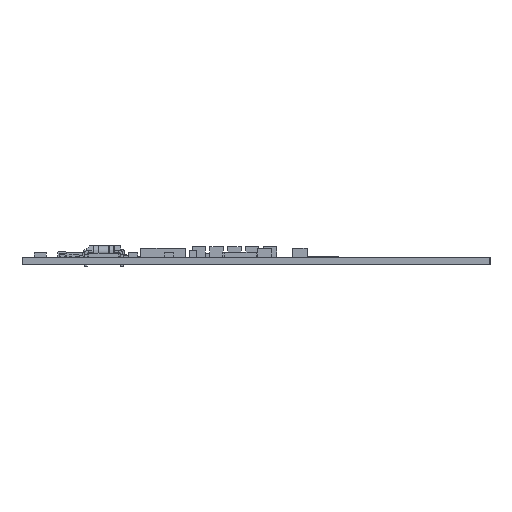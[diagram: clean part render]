
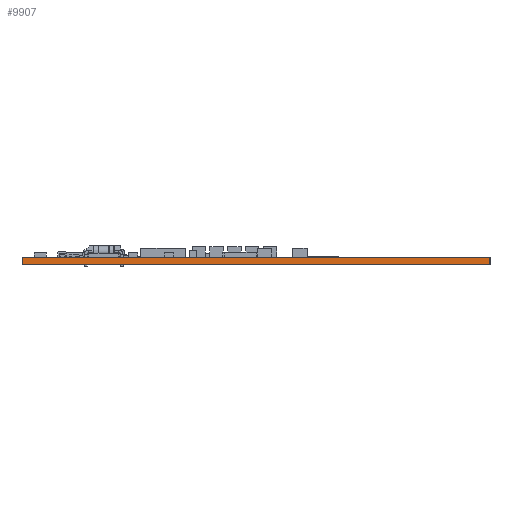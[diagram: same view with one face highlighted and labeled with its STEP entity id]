
A CAD part, left-side view. The second image highlights one B-rep face of the part: STEP entity #9907.
In plain terms, the highlighted planar face has unit normal (-1, 0, 0).
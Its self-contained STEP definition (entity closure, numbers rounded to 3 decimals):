
#431=PLANE('',#10904);
#873=FACE_OUTER_BOUND('',#1424,.T.);
#1424=EDGE_LOOP('',(#6849,#6850,#6851,#6852));
#2127=LINE('',#14973,#3110);
#2135=LINE('',#14988,#3118);
#2136=LINE('',#14990,#3119);
#2137=LINE('',#14991,#3120);
#3110=VECTOR('',#12157,10.);
#3118=VECTOR('',#12169,10.);
#3119=VECTOR('',#12172,10.);
#3120=VECTOR('',#12173,10.);
#4507=VERTEX_POINT('',#14970);
#4508=VERTEX_POINT('',#14972);
#4512=VERTEX_POINT('',#14984);
#4513=VERTEX_POINT('',#14986);
#5441=EDGE_CURVE('',#4507,#4508,#2127,.T.);
#5449=EDGE_CURVE('',#4512,#4513,#2135,.T.);
#5450=EDGE_CURVE('',#4507,#4512,#2136,.T.);
#5451=EDGE_CURVE('',#4508,#4513,#2137,.T.);
#6849=ORIENTED_EDGE('',*,*,#5450,.T.);
#6850=ORIENTED_EDGE('',*,*,#5449,.T.);
#6851=ORIENTED_EDGE('',*,*,#5451,.F.);
#6852=ORIENTED_EDGE('',*,*,#5441,.F.);
#9907=ADVANCED_FACE('',(#873),#431,.T.);
#10904=AXIS2_PLACEMENT_3D('',#14989,#12170,#12171);
#12157=DIRECTION('',(0.,0.,1.));
#12169=DIRECTION('',(0.,0.,1.));
#12170=DIRECTION('center_axis',(-1.,0.,0.));
#12171=DIRECTION('ref_axis',(0.,-1.,0.));
#12172=DIRECTION('',(0.,-1.,0.));
#12173=DIRECTION('',(0.,-1.,0.));
#14970=CARTESIAN_POINT('',(0.,100.,0.));
#14972=CARTESIAN_POINT('',(0.,100.,1.57));
#14973=CARTESIAN_POINT('',(0.,100.,0.));
#14984=CARTESIAN_POINT('',(0.,0.,0.));
#14986=CARTESIAN_POINT('',(0.,0.,1.57));
#14988=CARTESIAN_POINT('',(0.,0.,0.));
#14989=CARTESIAN_POINT('Origin',(0.,100.,0.));
#14990=CARTESIAN_POINT('',(0.,100.,0.));
#14991=CARTESIAN_POINT('',(0.,100.,1.57));
